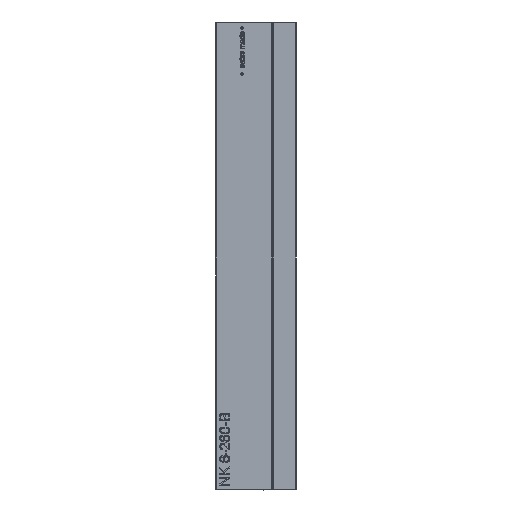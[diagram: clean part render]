
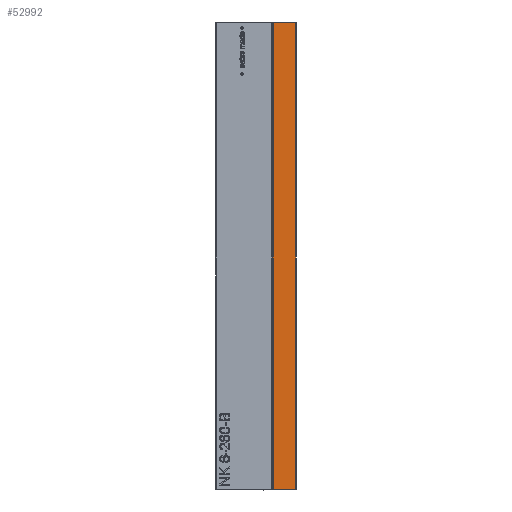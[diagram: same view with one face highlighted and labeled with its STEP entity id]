
A CAD part, left-side view. The second image highlights one B-rep face of the part: STEP entity #52992.
In plain terms, the highlighted planar face has unit normal (-1, 0, 0).
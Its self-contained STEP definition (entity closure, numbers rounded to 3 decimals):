
#52750 = EDGE_CURVE('',#52751,#52753,#52755,.T.);
#52751 = VERTEX_POINT('',#52752);
#52752 = CARTESIAN_POINT('',(-50.,13.,0.3));
#52753 = VERTEX_POINT('',#52754);
#52754 = CARTESIAN_POINT('',(-50.,13.,259.7));
#52755 = SURFACE_CURVE('',#52756,(#52760,#52772),.PCURVE_S1.);
#52756 = LINE('',#52757,#52758);
#52757 = CARTESIAN_POINT('',(-50.,13.,0.));
#52758 = VECTOR('',#52759,1.);
#52759 = DIRECTION('',(0.,0.,1.));
#52760 = PCURVE('',#52761,#52766);
#52761 = PLANE('',#52762);
#52762 = AXIS2_PLACEMENT_3D('',#52763,#52764,#52765);
#52763 = CARTESIAN_POINT('',(-22.99,13.,0.));
#52764 = DIRECTION('',(0.,-1.,0.));
#52765 = DIRECTION('',(-1.,0.,0.));
#52766 = DEFINITIONAL_REPRESENTATION('',(#52767),#52771);
#52767 = LINE('',#52768,#52769);
#52768 = CARTESIAN_POINT('',(27.01,0.));
#52769 = VECTOR('',#52770,1.);
#52770 = DIRECTION('',(0.,-1.));
#52771 = ( GEOMETRIC_REPRESENTATION_CONTEXT(2) 
PARAMETRIC_REPRESENTATION_CONTEXT() REPRESENTATION_CONTEXT('2D SPACE',''
  ) );
#52772 = PCURVE('',#52773,#52778);
#52773 = PLANE('',#52774);
#52774 = AXIS2_PLACEMENT_3D('',#52775,#52776,#52777);
#52775 = CARTESIAN_POINT('',(-50.,0.,0.));
#52776 = DIRECTION('',(-1.,0.,0.));
#52777 = DIRECTION('',(0.,1.,0.));
#52778 = DEFINITIONAL_REPRESENTATION('',(#52779),#52783);
#52779 = LINE('',#52780,#52781);
#52780 = CARTESIAN_POINT('',(13.,0.));
#52781 = VECTOR('',#52782,1.);
#52782 = DIRECTION('',(0.,-1.));
#52783 = ( GEOMETRIC_REPRESENTATION_CONTEXT(2) 
PARAMETRIC_REPRESENTATION_CONTEXT() REPRESENTATION_CONTEXT('2D SPACE',''
  ) );
#52801 = PLANE('',#52802);
#52802 = AXIS2_PLACEMENT_3D('',#52803,#52804,#52805);
#52803 = CARTESIAN_POINT('',(-49.85,0.,0.15));
#52804 = DIRECTION('',(0.707,0.,
    0.707));
#52805 = DIRECTION('',(0.,-1.,0.));
#52911 = PLANE('',#52912);
#52912 = AXIS2_PLACEMENT_3D('',#52913,#52914,#52915);
#52913 = CARTESIAN_POINT('',(-49.85,0.,259.85));
#52914 = DIRECTION('',(-0.707,0.,
    0.707));
#52915 = DIRECTION('',(0.,-1.,0.));
#52992 = ADVANCED_FACE('',(#52993),#52773,.T.);
#52993 = FACE_BOUND('',#52994,.T.);
#52994 = EDGE_LOOP('',(#52995,#52996,#53019,#53047));
#52995 = ORIENTED_EDGE('',*,*,#52750,.F.);
#52996 = ORIENTED_EDGE('',*,*,#52997,.F.);
#52997 = EDGE_CURVE('',#52998,#52751,#53000,.T.);
#52998 = VERTEX_POINT('',#52999);
#52999 = CARTESIAN_POINT('',(-50.,0.3,0.3));
#53000 = SURFACE_CURVE('',#53001,(#53005,#53012),.PCURVE_S1.);
#53001 = LINE('',#53002,#53003);
#53002 = CARTESIAN_POINT('',(-50.,0.,0.3));
#53003 = VECTOR('',#53004,1.);
#53004 = DIRECTION('',(0.,1.,0.));
#53005 = PCURVE('',#52773,#53006);
#53006 = DEFINITIONAL_REPRESENTATION('',(#53007),#53011);
#53007 = LINE('',#53008,#53009);
#53008 = CARTESIAN_POINT('',(0.,-0.3));
#53009 = VECTOR('',#53010,1.);
#53010 = DIRECTION('',(1.,0.));
#53011 = ( GEOMETRIC_REPRESENTATION_CONTEXT(2) 
PARAMETRIC_REPRESENTATION_CONTEXT() REPRESENTATION_CONTEXT('2D SPACE',''
  ) );
#53012 = PCURVE('',#52801,#53013);
#53013 = DEFINITIONAL_REPRESENTATION('',(#53014),#53018);
#53014 = LINE('',#53015,#53016);
#53015 = CARTESIAN_POINT('',(0.,-0.212));
#53016 = VECTOR('',#53017,1.);
#53017 = DIRECTION('',(-1.,0.));
#53018 = ( GEOMETRIC_REPRESENTATION_CONTEXT(2) 
PARAMETRIC_REPRESENTATION_CONTEXT() REPRESENTATION_CONTEXT('2D SPACE',''
  ) );
#53019 = ORIENTED_EDGE('',*,*,#53020,.T.);
#53020 = EDGE_CURVE('',#52998,#53021,#53023,.T.);
#53021 = VERTEX_POINT('',#53022);
#53022 = CARTESIAN_POINT('',(-50.,0.3,259.7));
#53023 = SURFACE_CURVE('',#53024,(#53028,#53035),.PCURVE_S1.);
#53024 = LINE('',#53025,#53026);
#53025 = CARTESIAN_POINT('',(-50.,0.3,0.));
#53026 = VECTOR('',#53027,1.);
#53027 = DIRECTION('',(0.,0.,1.));
#53028 = PCURVE('',#52773,#53029);
#53029 = DEFINITIONAL_REPRESENTATION('',(#53030),#53034);
#53030 = LINE('',#53031,#53032);
#53031 = CARTESIAN_POINT('',(0.3,0.));
#53032 = VECTOR('',#53033,1.);
#53033 = DIRECTION('',(0.,-1.));
#53034 = ( GEOMETRIC_REPRESENTATION_CONTEXT(2) 
PARAMETRIC_REPRESENTATION_CONTEXT() REPRESENTATION_CONTEXT('2D SPACE',''
  ) );
#53035 = PCURVE('',#53036,#53041);
#53036 = PLANE('',#53037);
#53037 = AXIS2_PLACEMENT_3D('',#53038,#53039,#53040);
#53038 = CARTESIAN_POINT('',(-49.85,0.15,0.));
#53039 = DIRECTION('',(0.707,0.707,
    0.));
#53040 = DIRECTION('',(0.,0.,1.));
#53041 = DEFINITIONAL_REPRESENTATION('',(#53042),#53046);
#53042 = LINE('',#53043,#53044);
#53043 = CARTESIAN_POINT('',(0.,-0.212));
#53044 = VECTOR('',#53045,1.);
#53045 = DIRECTION('',(1.,0.));
#53046 = ( GEOMETRIC_REPRESENTATION_CONTEXT(2) 
PARAMETRIC_REPRESENTATION_CONTEXT() REPRESENTATION_CONTEXT('2D SPACE',''
  ) );
#53047 = ORIENTED_EDGE('',*,*,#53048,.T.);
#53048 = EDGE_CURVE('',#53021,#52753,#53049,.T.);
#53049 = SURFACE_CURVE('',#53050,(#53054,#53061),.PCURVE_S1.);
#53050 = LINE('',#53051,#53052);
#53051 = CARTESIAN_POINT('',(-50.,0.,259.7));
#53052 = VECTOR('',#53053,1.);
#53053 = DIRECTION('',(0.,1.,0.));
#53054 = PCURVE('',#52773,#53055);
#53055 = DEFINITIONAL_REPRESENTATION('',(#53056),#53060);
#53056 = LINE('',#53057,#53058);
#53057 = CARTESIAN_POINT('',(0.,-259.7));
#53058 = VECTOR('',#53059,1.);
#53059 = DIRECTION('',(1.,0.));
#53060 = ( GEOMETRIC_REPRESENTATION_CONTEXT(2) 
PARAMETRIC_REPRESENTATION_CONTEXT() REPRESENTATION_CONTEXT('2D SPACE',''
  ) );
#53061 = PCURVE('',#52911,#53062);
#53062 = DEFINITIONAL_REPRESENTATION('',(#53063),#53067);
#53063 = LINE('',#53064,#53065);
#53064 = CARTESIAN_POINT('',(0.,-0.212));
#53065 = VECTOR('',#53066,1.);
#53066 = DIRECTION('',(-1.,0.));
#53067 = ( GEOMETRIC_REPRESENTATION_CONTEXT(2) 
PARAMETRIC_REPRESENTATION_CONTEXT() REPRESENTATION_CONTEXT('2D SPACE',''
  ) );
